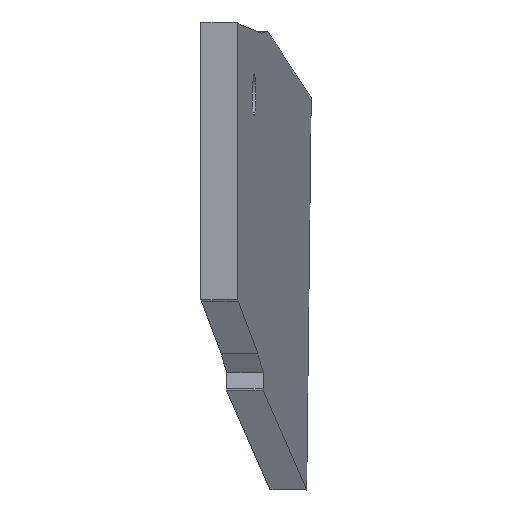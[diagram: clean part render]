
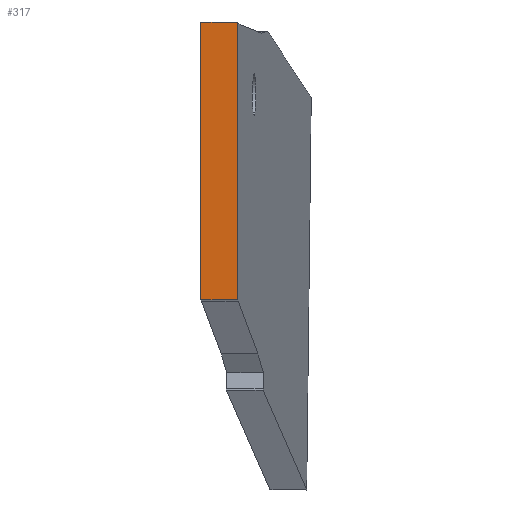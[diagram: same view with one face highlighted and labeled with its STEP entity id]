
A CAD part, front view. The second image highlights one B-rep face of the part: STEP entity #317.
In plain terms, the highlighted planar face has unit normal (-0.087, -0.996, 0).
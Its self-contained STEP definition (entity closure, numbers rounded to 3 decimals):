
#42=FACE_OUTER_BOUND('',#60,.T.);
#60=EDGE_LOOP('',(#282,#283,#284,#285));
#74=LINE('',#490,#109);
#83=LINE('',#595,#118);
#92=LINE('',#661,#127);
#96=LINE('',#668,#131);
#109=VECTOR('',#373,10.);
#118=VECTOR('',#390,10.);
#127=VECTOR('',#411,10.);
#131=VECTOR('',#419,10.);
#142=VERTEX_POINT('',#487);
#143=VERTEX_POINT('',#489);
#153=VERTEX_POINT('',#594);
#159=VERTEX_POINT('',#659);
#174=EDGE_CURVE('',#143,#142,#74,.T.);
#187=EDGE_CURVE('',#153,#143,#83,.T.);
#199=EDGE_CURVE('',#142,#159,#92,.T.);
#203=EDGE_CURVE('',#159,#153,#96,.T.);
#282=ORIENTED_EDGE('',*,*,#187,.T.);
#283=ORIENTED_EDGE('',*,*,#174,.T.);
#284=ORIENTED_EDGE('',*,*,#199,.T.);
#285=ORIENTED_EDGE('',*,*,#203,.T.);
#301=PLANE('',#349);
#317=ADVANCED_FACE('',(#42),#301,.F.);
#349=AXIS2_PLACEMENT_3D('',#669,#420,#421);
#373=DIRECTION('',(0.,0.,-1.));
#390=DIRECTION('',(-0.996,0.087,0.001));
#411=DIRECTION('',(0.996,-0.087,-0.001));
#419=DIRECTION('',(0.,0.,1.));
#420=DIRECTION('center_axis',(0.087,0.996,0.));
#421=DIRECTION('ref_axis',(0.,0.,-1.));
#487=CARTESIAN_POINT('',(-12.814,-16.504,-56.414));
#489=CARTESIAN_POINT('',(-12.814,-16.504,-44.37));
#490=CARTESIAN_POINT('',(-12.814,-16.504,-57.785));
#594=CARTESIAN_POINT('',(-11.22,-16.644,-44.372));
#595=CARTESIAN_POINT('',(29.952,-20.246,-44.431));
#659=CARTESIAN_POINT('',(-11.22,-16.644,-56.416));
#661=CARTESIAN_POINT('',(29.935,-20.244,-56.475));
#668=CARTESIAN_POINT('',(-11.22,-16.644,-57.785));
#669=CARTESIAN_POINT('Origin',(-11.22,-16.644,-42.785));
